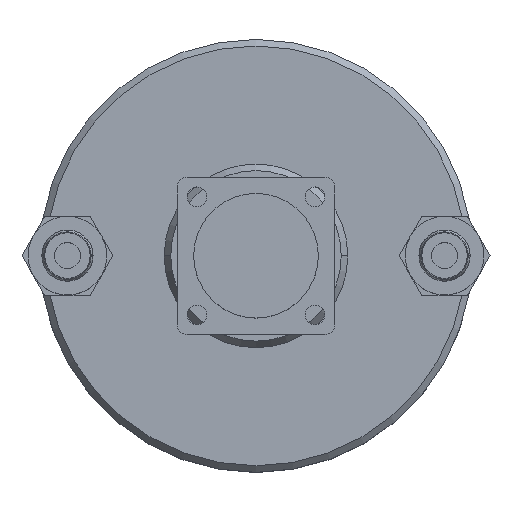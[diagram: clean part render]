
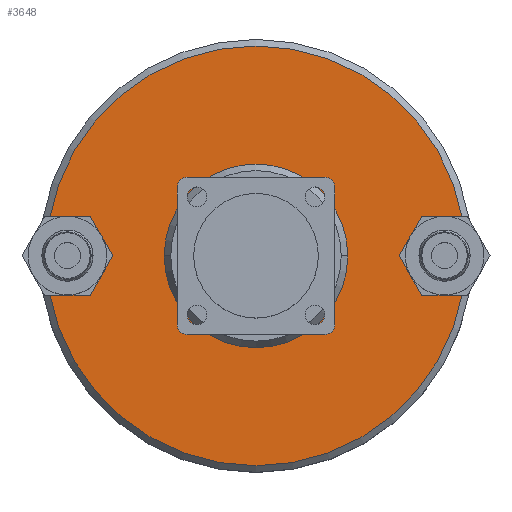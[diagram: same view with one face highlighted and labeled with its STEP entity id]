
A CAD part, top view. The second image highlights one B-rep face of the part: STEP entity #3648.
In plain terms, the highlighted planar face has unit normal (0, 0, 1).
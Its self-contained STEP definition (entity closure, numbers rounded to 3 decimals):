
#11 = AXIS2_PLACEMENT_3D ( 'NONE', #2414, #3650, #3014 ) ;
#38 = EDGE_LOOP ( 'NONE', ( #2733, #1073 ) ) ;
#148 = ORIENTED_EDGE ( 'NONE', *, *, #1530, .F. ) ;
#191 = CARTESIAN_POINT ( 'NONE',  ( 0., 0., 19.5 ) ) ;
#500 = DIRECTION ( 'NONE',  ( 0., 0., 1. ) ) ;
#683 = VERTEX_POINT ( 'NONE', #3470 ) ;
#821 = AXIS2_PLACEMENT_3D ( 'NONE', #878, #846, #1485 ) ;
#846 = DIRECTION ( 'NONE',  ( 0., 0., 1. ) ) ;
#867 = EDGE_CURVE ( 'NONE', #683, #967, #1477, .T. ) ;
#878 = CARTESIAN_POINT ( 'NONE',  ( 0., 0., 19.5 ) ) ;
#967 = VERTEX_POINT ( 'NONE', #3164 ) ;
#1007 = AXIS2_PLACEMENT_3D ( 'NONE', #191, #500, #3587 ) ;
#1073 = ORIENTED_EDGE ( 'NONE', *, *, #867, .T. ) ;
#1188 = PLANE ( 'NONE',  #1380 ) ;
#1209 = AXIS2_PLACEMENT_3D ( 'NONE', #2974, #2705, #2988 ) ;
#1217 = CIRCLE ( 'NONE', #821, 14. ) ;
#1380 = AXIS2_PLACEMENT_3D ( 'NONE', #2688, #2736, #1473 ) ;
#1473 = DIRECTION ( 'NONE',  ( 1., 0., 0. ) ) ;
#1477 = CIRCLE ( 'NONE', #1007, 32. ) ;
#1485 = DIRECTION ( 'NONE',  ( 1., 0., 0. ) ) ;
#1530 = EDGE_CURVE ( 'NONE', #3385, #2486, #1623, .T. ) ;
#1623 = CIRCLE ( 'NONE', #1209, 14. ) ;
#1688 = ORIENTED_EDGE ( 'NONE', *, *, #2928, .F. ) ;
#2206 = EDGE_CURVE ( 'NONE', #967, #683, #3777, .T. ) ;
#2414 = CARTESIAN_POINT ( 'NONE',  ( 0., 0., 19.5 ) ) ;
#2486 = VERTEX_POINT ( 'NONE', #3112 ) ;
#2677 = EDGE_LOOP ( 'NONE', ( #1688, #148 ) ) ;
#2688 = CARTESIAN_POINT ( 'NONE',  ( 0., 0., 19.5 ) ) ;
#2705 = DIRECTION ( 'NONE',  ( 0., 0., 1. ) ) ;
#2733 = ORIENTED_EDGE ( 'NONE', *, *, #2206, .T. ) ;
#2736 = DIRECTION ( 'NONE',  ( 0., 0., 1. ) ) ;
#2928 = EDGE_CURVE ( 'NONE', #2486, #3385, #1217, .T. ) ;
#2974 = CARTESIAN_POINT ( 'NONE',  ( 0., 0., 19.5 ) ) ;
#2988 = DIRECTION ( 'NONE',  ( 1., 0., 0. ) ) ;
#3014 = DIRECTION ( 'NONE',  ( 1., 0., 0. ) ) ;
#3112 = CARTESIAN_POINT ( 'NONE',  ( -14., 0., 19.5 ) ) ;
#3164 = CARTESIAN_POINT ( 'NONE',  ( -32., 0., 19.5 ) ) ;
#3385 = VERTEX_POINT ( 'NONE', #3410 ) ;
#3410 = CARTESIAN_POINT ( 'NONE',  ( 14., 0., 19.5 ) ) ;
#3470 = CARTESIAN_POINT ( 'NONE',  ( 32., 0., 19.5 ) ) ;
#3519 = FACE_OUTER_BOUND ( 'NONE', #38, .T. ) ;
#3587 = DIRECTION ( 'NONE',  ( 1., 0., 0. ) ) ;
#3648 = ADVANCED_FACE ( 'NONE', ( #3854, #3519 ), #1188, .T. ) ;
#3650 = DIRECTION ( 'NONE',  ( 0., 0., 1. ) ) ;
#3777 = CIRCLE ( 'NONE', #11, 32. ) ;
#3854 = FACE_BOUND ( 'NONE', #2677, .T. ) ;
